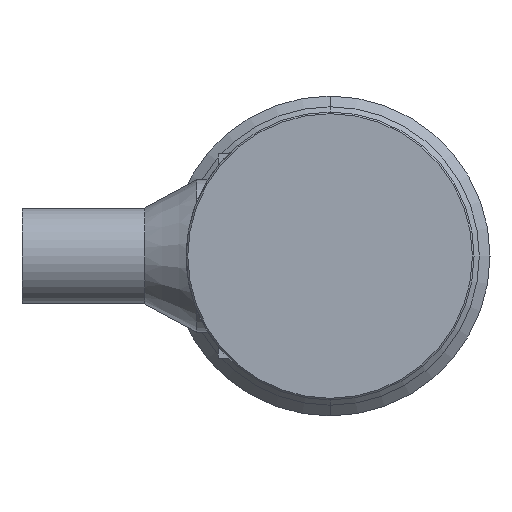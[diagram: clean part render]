
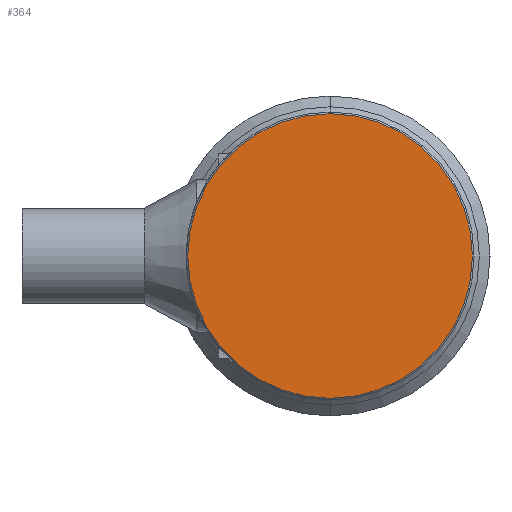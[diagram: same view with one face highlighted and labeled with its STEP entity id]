
A CAD part, left-side view. The second image highlights one B-rep face of the part: STEP entity #364.
In plain terms, the highlighted planar face has unit normal (-1, 0, 0).
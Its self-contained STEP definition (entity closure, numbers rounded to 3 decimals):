
#64 = ORIENTED_EDGE ( 'NONE', *, *, #208, .T. ) ;
#166 = CARTESIAN_POINT ( 'NONE',  ( 0., 0., 0. ) ) ;
#168 = AXIS2_PLACEMENT_3D ( 'NONE', #1089, #570, #655 ) ;
#208 = EDGE_CURVE ( 'NONE', #428, #916, #1109, .T. ) ;
#252 = DIRECTION ( 'NONE',  ( 0., 0., 1. ) ) ;
#351 = CARTESIAN_POINT ( 'NONE',  ( 0., 0., 26.7 ) ) ;
#364 = ADVANCED_FACE ( 'NONE', ( #749 ), #481, .F. ) ;
#409 = DIRECTION ( 'NONE',  ( -1., 0., 0. ) ) ;
#423 = AXIS2_PLACEMENT_3D ( 'NONE', #672, #409, #614 ) ;
#428 = VERTEX_POINT ( 'NONE', #351 ) ;
#442 = DIRECTION ( 'NONE',  ( -1., 0., 0. ) ) ;
#481 = PLANE ( 'NONE',  #168 ) ;
#570 = DIRECTION ( 'NONE',  ( 1., 0., 0. ) ) ;
#614 = DIRECTION ( 'NONE',  ( 0., 0., 1. ) ) ;
#655 = DIRECTION ( 'NONE',  ( 0., 0., -1. ) ) ;
#672 = CARTESIAN_POINT ( 'NONE',  ( 0., 0., 0. ) ) ;
#725 = EDGE_LOOP ( 'NONE', ( #858, #64 ) ) ;
#749 = FACE_OUTER_BOUND ( 'NONE', #725, .T. ) ;
#787 = CARTESIAN_POINT ( 'NONE',  ( 0., 0., -26.7 ) ) ;
#854 = EDGE_CURVE ( 'NONE', #916, #428, #974, .T. ) ;
#858 = ORIENTED_EDGE ( 'NONE', *, *, #854, .T. ) ;
#916 = VERTEX_POINT ( 'NONE', #787 ) ;
#974 = CIRCLE ( 'NONE', #1076, 26.7 ) ;
#1076 = AXIS2_PLACEMENT_3D ( 'NONE', #166, #442, #252 ) ;
#1089 = CARTESIAN_POINT ( 'NONE',  ( 0., 0., 0. ) ) ;
#1109 = CIRCLE ( 'NONE', #423, 26.7 ) ;
